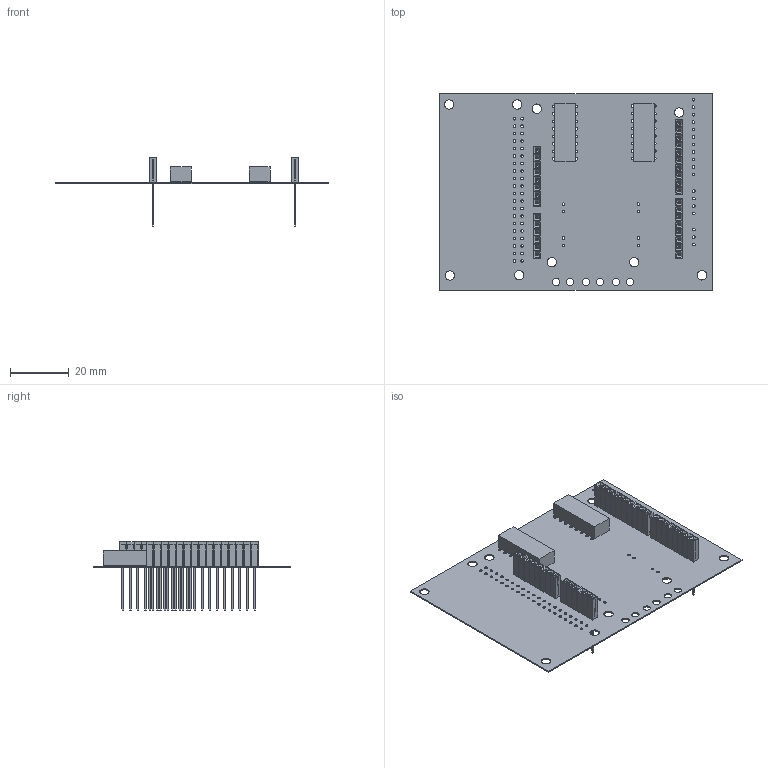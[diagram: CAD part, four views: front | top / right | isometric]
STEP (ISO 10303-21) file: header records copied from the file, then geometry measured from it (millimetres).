
FILE_DESCRIPTION(('Open CASCADE Model'),'2;1');
FILE_NAME('Open CASCADE Shape Model','2022-04-29T21:59:26',('Author'),( 'Open CASCADE'),'Open CASCADE STEP processor 6.8','Open CASCADE 6.8' ,'Unknown');
FILE_SCHEMA(('AUTOMOTIVE_DESIGN { 1 0 10303 214 1 1 1 1 }'));
Length unit declared in the file: millimetre
Products named in the file (20): PCB; Board; Open CASCADE STEP translator 6.8 2.1.1; U2; 5918876320; Extruded; AD1; SIL_Socket06; SIL_Socket_Body; SIL_SocketPin; IOH1; SIL_Socket10; IOL1; SIL_Socket08_; POWER1; U1
Assembly tree (63 placements, depth 4):
  PCB
    Board
      Open CASCADE STEP translator 6.8 2.1.1
    U2
      5918876320
        Extruded
    AD1
      SIL_Socket06
        SIL_Socket_Body  x6
        SIL_SocketPin  x6
    IOH1
      SIL_Socket10
        SIL_Socket_Body  x10
        SIL_SocketPin  x10
    IOL1
      SIL_Socket08_
        SIL_Socket_Body  x8
        SIL_SocketPin  x8
    POWER1
      SIL_Socket08_
        SIL_Socket_Body  x8
        SIL_SocketPin  x8
    U1
      5918876320
        Extruded
Bounding box: 92.58 x 66.67 x 23.35 mm (x, y, z)
Volume: 4837.3 mm3; surface area: 20471.9 mm2
Topology: 67 solids, 67 shells, 1475 faces, 3799 edges, 2490 vertices
Faces by surface type: plane 1106, cylinder 369
Full cylindrical faces by diameter (mm): 0.762 x32, 0.9 x98, 2.5 x6, 3.2 x9
Entity records: 11249 total; most frequent: DIRECTION 1791, CARTESIAN_POINT 1625, ORIENTED_EDGE 1542, EDGE_CURVE 771, AXIS2_PLACEMENT_3D 676, FACE_BOUND 579, EDGE_LOOP 579, VERTEX_POINT 510
